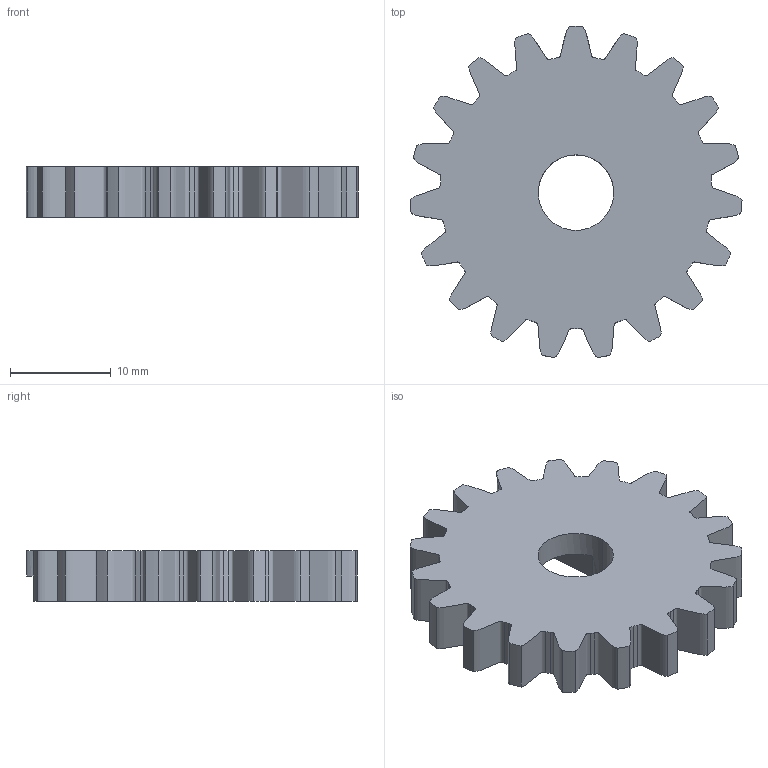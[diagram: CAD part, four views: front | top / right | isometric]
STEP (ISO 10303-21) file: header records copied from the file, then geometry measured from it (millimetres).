
FILE_DESCRIPTION (( 'STEP AP203' ), '1' );
FILE_NAME ('Zobnik_vrtilni.STEP', '2025-08-16T15:38:52', ( '' ), ( '' ), 'SwSTEP 2.0', 'SolidWorks 2023', '' );
FILE_SCHEMA (( 'CONFIG_CONTROL_DESIGN' ));
Length unit declared in the file: millimetre
Products named in the file (1): Zobnik_vrtilni
Bounding box: 32.97 x 32.86 x 5 mm (x, y, z)
Volume: 3154.4 mm3; surface area: 2312.5 mm2
Topology: 1 solids, 1 shells, 83 faces, 246 edges, 164 vertices
Faces by surface type: cylinder 40, bspline 38, plane 5
Entity records: 3265 total; most frequent: CARTESIAN_POINT 1146, ORIENTED_EDGE 492, DIRECTION 342, EDGE_CURVE 246, VERTEX_POINT 164, AXIS2_PLACEMENT_3D 128, VECTOR 86, LINE 86
